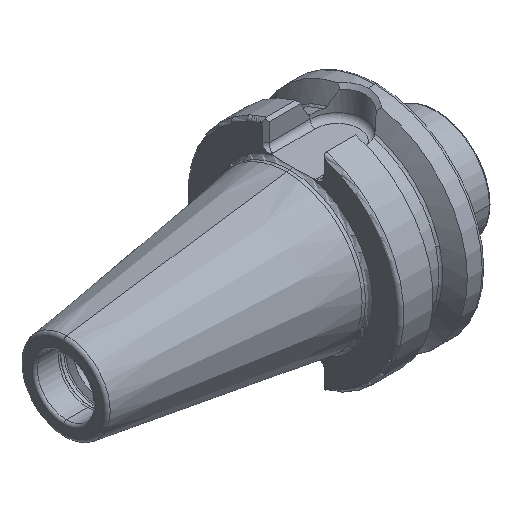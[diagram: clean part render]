
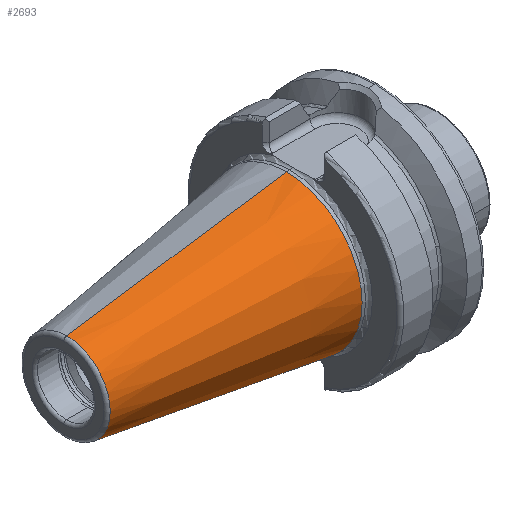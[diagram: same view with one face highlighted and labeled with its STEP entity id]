
A CAD part, isometric view. The second image highlights one B-rep face of the part: STEP entity #2693.
In plain terms, the highlighted conical face has half-angle 8.297 degrees and reference radius 22.225 mm.
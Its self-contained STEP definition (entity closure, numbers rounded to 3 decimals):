
#183 = EDGE_CURVE ( 'NONE', #2464, #1759, #4171, .T. ) ;
#227 = FACE_OUTER_BOUND ( 'NONE', #348, .T. ) ;
#348 = EDGE_LOOP ( 'NONE', ( #4705, #3958, #3729, #3170 ) ) ;
#361 = EDGE_CURVE ( 'NONE', #1759, #3867, #1657, .T. ) ;
#563 = LINE ( 'NONE', #793, #633 ) ;
#633 = VECTOR ( 'NONE', #799, 1000. ) ;
#771 = DIRECTION ( 'NONE',  ( 0., 0., 1. ) ) ;
#793 = CARTESIAN_POINT ( 'NONE',  ( 0., 0., 22.225 ) ) ;
#799 = DIRECTION ( 'NONE',  ( 0.99, 0., 0.144 ) ) ;
#822 = CARTESIAN_POINT ( 'NONE',  ( -64.544, 0., -12.812 ) ) ;
#840 = CARTESIAN_POINT ( 'NONE',  ( -64.544, 0., 0. ) ) ;
#1089 = DIRECTION ( 'NONE',  ( -1., 0., 0. ) ) ;
#1149 = AXIS2_PLACEMENT_3D ( 'NONE', #840, #1089, #771 ) ;
#1240 = CARTESIAN_POINT ( 'NONE',  ( -64.544, 0., 12.812 ) ) ;
#1431 = CIRCLE ( 'NONE', #1149, 12.812 ) ;
#1553 = CARTESIAN_POINT ( 'NONE',  ( 0., 0., 0. ) ) ;
#1578 = DIRECTION ( 'NONE',  ( -1., 0., 0. ) ) ;
#1598 = DIRECTION ( 'NONE',  ( 0., 0., 1. ) ) ;
#1657 = CIRCLE ( 'NONE', #2861, 22.225 ) ;
#1660 = AXIS2_PLACEMENT_3D ( 'NONE', #2681, #2632, #2696 ) ;
#1685 = EDGE_CURVE ( 'NONE', #2187, #3867, #563, .T. ) ;
#1759 = VERTEX_POINT ( 'NONE', #4250 ) ;
#2187 = VERTEX_POINT ( 'NONE', #1240 ) ;
#2464 = VERTEX_POINT ( 'NONE', #822 ) ;
#2524 = CONICAL_SURFACE ( 'NONE', #1660, 22.225, 0.145 ) ;
#2632 = DIRECTION ( 'NONE',  ( 1., 0., 0. ) ) ;
#2681 = CARTESIAN_POINT ( 'NONE',  ( 0., 0., 0. ) ) ;
#2693 = ADVANCED_FACE ( 'NONE', ( #227 ), #2524, .T. ) ;
#2696 = DIRECTION ( 'NONE',  ( 0., 0., -1. ) ) ;
#2861 = AXIS2_PLACEMENT_3D ( 'NONE', #1553, #1578, #1598 ) ;
#3170 = ORIENTED_EDGE ( 'NONE', *, *, #361, .T. ) ;
#3645 = DIRECTION ( 'NONE',  ( 0.99, 0., -0.144 ) ) ;
#3729 = ORIENTED_EDGE ( 'NONE', *, *, #183, .T. ) ;
#3857 = CARTESIAN_POINT ( 'NONE',  ( 0., 0., -22.225 ) ) ;
#3867 = VERTEX_POINT ( 'NONE', #4716 ) ;
#3958 = ORIENTED_EDGE ( 'NONE', *, *, #4533, .F. ) ;
#4171 = LINE ( 'NONE', #3857, #4234 ) ;
#4234 = VECTOR ( 'NONE', #3645, 1000. ) ;
#4250 = CARTESIAN_POINT ( 'NONE',  ( 0., 0., -22.225 ) ) ;
#4533 = EDGE_CURVE ( 'NONE', #2464, #2187, #1431, .T. ) ;
#4705 = ORIENTED_EDGE ( 'NONE', *, *, #1685, .F. ) ;
#4716 = CARTESIAN_POINT ( 'NONE',  ( 0., 0., 22.225 ) ) ;
